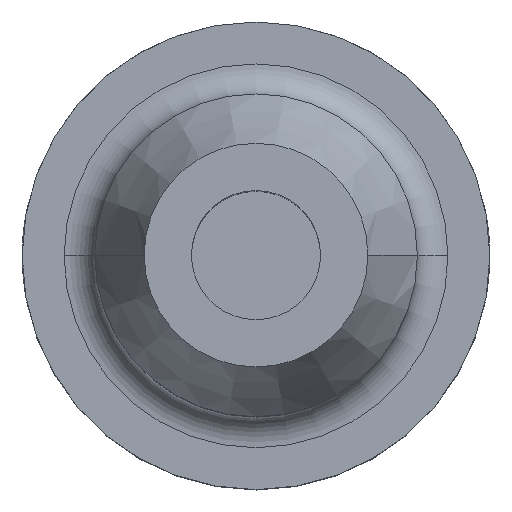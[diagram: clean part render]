
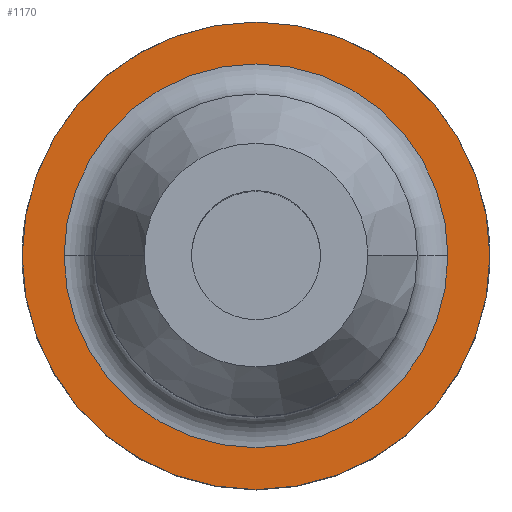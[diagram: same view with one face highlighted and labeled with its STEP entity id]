
A CAD part, top view. The second image highlights one B-rep face of the part: STEP entity #1170.
In plain terms, the highlighted planar face has unit normal (0, 0, 1).
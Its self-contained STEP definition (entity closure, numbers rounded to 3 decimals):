
#6 = FACE_BOUND ( 'NONE', #492, .T. ) ;
#27 = CARTESIAN_POINT ( 'NONE',  ( 0., 0., 22. ) ) ;
#41 = CARTESIAN_POINT ( 'NONE',  ( 23., 0., 22. ) ) ;
#72 = AXIS2_PLACEMENT_3D ( 'NONE', #670, #321, #1051 ) ;
#161 = ORIENTED_EDGE ( 'NONE', *, *, #832, .F. ) ;
#235 = VERTEX_POINT ( 'NONE', #555 ) ;
#321 = DIRECTION ( 'NONE',  ( 0., 0., -1. ) ) ;
#333 = CIRCLE ( 'NONE', #544, 18.875 ) ;
#352 = EDGE_LOOP ( 'NONE', ( #161, #593 ) ) ;
#353 = CARTESIAN_POINT ( 'NONE',  ( 18.875, 0., 22. ) ) ;
#402 = AXIS2_PLACEMENT_3D ( 'NONE', #27, #899, #766 ) ;
#436 = DIRECTION ( 'NONE',  ( 0., 0., -1. ) ) ;
#466 = EDGE_CURVE ( 'NONE', #529, #235, #1322, .T. ) ;
#492 = EDGE_LOOP ( 'NONE', ( #947, #1067 ) ) ;
#529 = VERTEX_POINT ( 'NONE', #41 ) ;
#540 = PLANE ( 'NONE',  #72 ) ;
#544 = AXIS2_PLACEMENT_3D ( 'NONE', #1144, #864, #771 ) ;
#545 = AXIS2_PLACEMENT_3D ( 'NONE', #587, #1452, #1568 ) ;
#555 = CARTESIAN_POINT ( 'NONE',  ( -23., 0., 22. ) ) ;
#560 = DIRECTION ( 'NONE',  ( -1., 0., 0. ) ) ;
#587 = CARTESIAN_POINT ( 'NONE',  ( 0., 0., 22. ) ) ;
#593 = ORIENTED_EDGE ( 'NONE', *, *, #466, .F. ) ;
#670 = CARTESIAN_POINT ( 'NONE',  ( 0., 15.875, 22. ) ) ;
#713 = FACE_OUTER_BOUND ( 'NONE', #352, .T. ) ;
#766 = DIRECTION ( 'NONE',  ( -1., 0., 0. ) ) ;
#771 = DIRECTION ( 'NONE',  ( -1., 0., 0. ) ) ;
#832 = EDGE_CURVE ( 'NONE', #235, #529, #1303, .T. ) ;
#864 = DIRECTION ( 'NONE',  ( 0., 0., -1. ) ) ;
#899 = DIRECTION ( 'NONE',  ( 0., 0., -1. ) ) ;
#947 = ORIENTED_EDGE ( 'NONE', *, *, #1133, .T. ) ;
#1051 = DIRECTION ( 'NONE',  ( -1., 0., 0. ) ) ;
#1067 = ORIENTED_EDGE ( 'NONE', *, *, #1222, .T. ) ;
#1103 = AXIS2_PLACEMENT_3D ( 'NONE', #1558, #436, #560 ) ;
#1133 = EDGE_CURVE ( 'NONE', #1498, #1478, #1331, .T. ) ;
#1144 = CARTESIAN_POINT ( 'NONE',  ( 0., 0., 22. ) ) ;
#1170 = ADVANCED_FACE ( 'NONE', ( #6, #713 ), #540, .F. ) ;
#1222 = EDGE_CURVE ( 'NONE', #1478, #1498, #333, .T. ) ;
#1303 = CIRCLE ( 'NONE', #545, 23. ) ;
#1322 = CIRCLE ( 'NONE', #402, 23. ) ;
#1326 = CARTESIAN_POINT ( 'NONE',  ( -18.875, 0., 22. ) ) ;
#1331 = CIRCLE ( 'NONE', #1103, 18.875 ) ;
#1452 = DIRECTION ( 'NONE',  ( 0., 0., -1. ) ) ;
#1478 = VERTEX_POINT ( 'NONE', #353 ) ;
#1498 = VERTEX_POINT ( 'NONE', #1326 ) ;
#1558 = CARTESIAN_POINT ( 'NONE',  ( 0., 0., 22. ) ) ;
#1568 = DIRECTION ( 'NONE',  ( -1., 0., 0. ) ) ;
